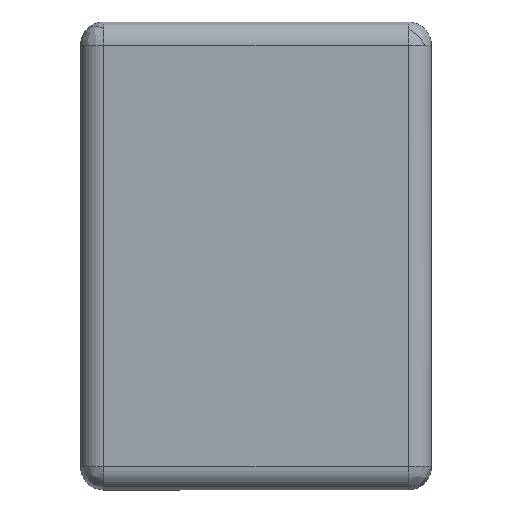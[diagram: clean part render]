
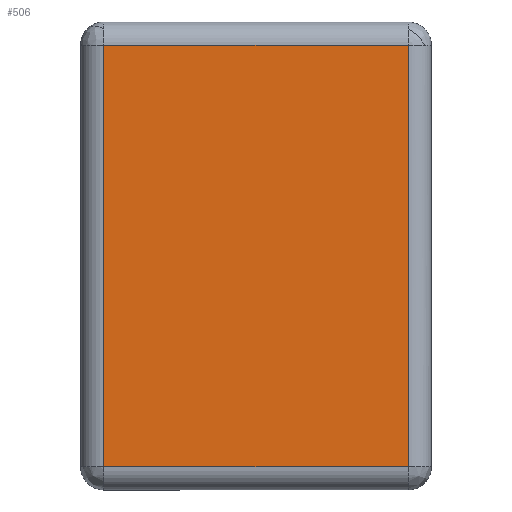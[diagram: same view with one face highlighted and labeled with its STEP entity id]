
A CAD part, top view. The second image highlights one B-rep face of the part: STEP entity #506.
In plain terms, the highlighted planar face has unit normal (0, 0, 1).
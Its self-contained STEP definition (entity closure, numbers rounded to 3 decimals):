
#79 = DIRECTION ( 'NONE',  ( 0., -1., 0. ) ) ;
#110 = VECTOR ( 'NONE', #79, 1000. ) ;
#270 = CARTESIAN_POINT ( 'NONE',  ( 19.5, -27., 4. ) ) ;
#318 = DIRECTION ( 'NONE',  ( 0., 1., 0. ) ) ;
#506 = ADVANCED_FACE ( 'NONE', ( #2101 ), #1839, .F. ) ;
#514 = VERTEX_POINT ( 'NONE', #270 ) ;
#583 = VECTOR ( 'NONE', #1565, 1000. ) ;
#748 = EDGE_CURVE ( 'NONE', #2315, #936, #988, .T. ) ;
#848 = CARTESIAN_POINT ( 'NONE',  ( 22.5, 30., 4. ) ) ;
#933 = AXIS2_PLACEMENT_3D ( 'NONE', #848, #2024, #1828 ) ;
#936 = VERTEX_POINT ( 'NONE', #1061 ) ;
#945 = ORIENTED_EDGE ( 'NONE', *, *, #2140, .F. ) ;
#988 = LINE ( 'NONE', #1395, #2285 ) ;
#1006 = EDGE_CURVE ( 'NONE', #1360, #2315, #2342, .T. ) ;
#1050 = CARTESIAN_POINT ( 'NONE',  ( 19.5, 30., 4. ) ) ;
#1061 = CARTESIAN_POINT ( 'NONE',  ( 19.5, 27., 4. ) ) ;
#1106 = LINE ( 'NONE', #1050, #110 ) ;
#1139 = CARTESIAN_POINT ( 'NONE',  ( 22.5, -27., 4. ) ) ;
#1187 = DIRECTION ( 'NONE',  ( 1., 0., 0. ) ) ;
#1251 = EDGE_CURVE ( 'NONE', #936, #514, #1106, .T. ) ;
#1252 = ORIENTED_EDGE ( 'NONE', *, *, #748, .F. ) ;
#1360 = VERTEX_POINT ( 'NONE', #2318 ) ;
#1395 = CARTESIAN_POINT ( 'NONE',  ( 22.5, 27., 4. ) ) ;
#1492 = EDGE_LOOP ( 'NONE', ( #1706, #945, #2474, #1252 ) ) ;
#1565 = DIRECTION ( 'NONE',  ( -1., 0., 0. ) ) ;
#1706 = ORIENTED_EDGE ( 'NONE', *, *, #1006, .F. ) ;
#1828 = DIRECTION ( 'NONE',  ( -1., 0., 0. ) ) ;
#1839 = PLANE ( 'NONE',  #933 ) ;
#2024 = DIRECTION ( 'NONE',  ( 0., 0., -1. ) ) ;
#2089 = LINE ( 'NONE', #1139, #583 ) ;
#2101 = FACE_OUTER_BOUND ( 'NONE', #1492, .T. ) ;
#2140 = EDGE_CURVE ( 'NONE', #514, #1360, #2089, .T. ) ;
#2285 = VECTOR ( 'NONE', #1187, 1000. ) ;
#2288 = CARTESIAN_POINT ( 'NONE',  ( -19.5, 27., 4. ) ) ;
#2315 = VERTEX_POINT ( 'NONE', #2288 ) ;
#2318 = CARTESIAN_POINT ( 'NONE',  ( -19.5, -27., 4. ) ) ;
#2336 = CARTESIAN_POINT ( 'NONE',  ( -19.5, 30., 4. ) ) ;
#2342 = LINE ( 'NONE', #2336, #2531 ) ;
#2474 = ORIENTED_EDGE ( 'NONE', *, *, #1251, .F. ) ;
#2531 = VECTOR ( 'NONE', #318, 1000. ) ;
